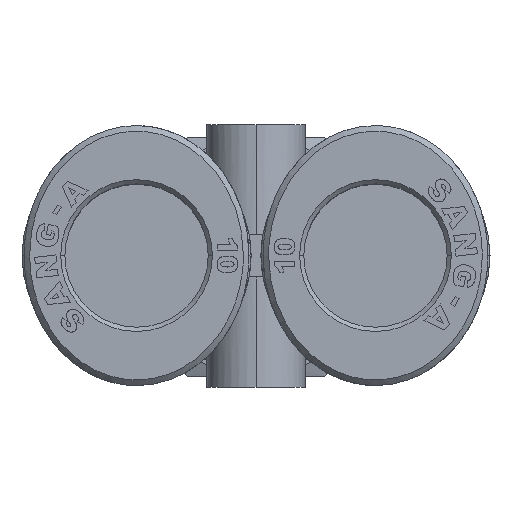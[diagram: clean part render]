
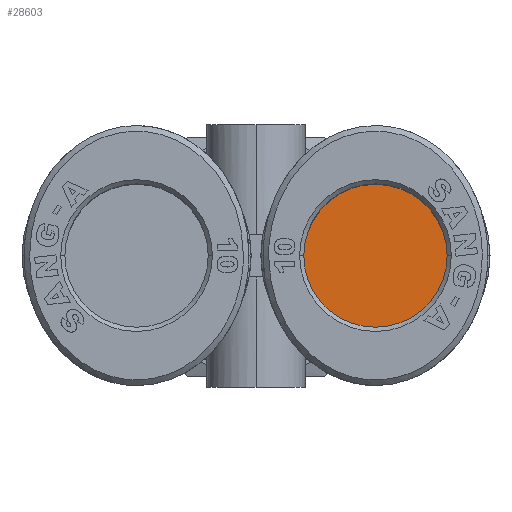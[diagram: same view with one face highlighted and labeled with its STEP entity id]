
A CAD part, top view. The second image highlights one B-rep face of the part: STEP entity #28603.
In plain terms, the highlighted face is planar.
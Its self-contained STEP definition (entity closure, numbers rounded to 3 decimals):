
#1347=CARTESIAN_POINT('',(-3.633,0.,-22.1));
#1348=VERTEX_POINT('',#1347);
#1357=CARTESIAN_POINT('',(-3.633,0.,-11.9));
#1358=VERTEX_POINT('',#1357);
#1359=CARTESIAN_POINT('',(-3.633,0.,-17.0));
#1360=DIRECTION('',(-1.0,0.0,0.0));
#1361=DIRECTION('',(0.0,0.0,-1.0));
#1362=AXIS2_PLACEMENT_3D('',#1359,#1360,#1361);
#1363=CIRCLE('',#1362,5.1);
#1364=EDGE_CURVE('',#1348,#1358,#1363,.T.);
#28584=CARTESIAN_POINT('',(-3.633,0.,-17.0));
#28585=DIRECTION('',(-1.0,0.0,0.0));
#28586=DIRECTION('',(0.0,0.0,-1.0));
#28587=AXIS2_PLACEMENT_3D('',#28584,#28585,#28586);
#28588=CIRCLE('',#28587,5.1);
#28589=EDGE_CURVE('',#1358,#1348,#28588,.T.);
#28594=CARTESIAN_POINT('',(-3.633,0.,-17.0));
#28595=DIRECTION('',(-1.0,0.0,0.0));
#28596=DIRECTION('',(0.0,0.0,-1.0));
#28597=AXIS2_PLACEMENT_3D('',#28594,#28595,#28596);
#28598=PLANE('',#28597);
#28599=ORIENTED_EDGE('',*,*,#1364,.F.);
#28600=ORIENTED_EDGE('',*,*,#28589,.F.);
#28601=EDGE_LOOP('',(#28599,#28600));
#28602=FACE_OUTER_BOUND('',#28601,.T.);
#28603=ADVANCED_FACE('',(#28602),#28598,.F.);
